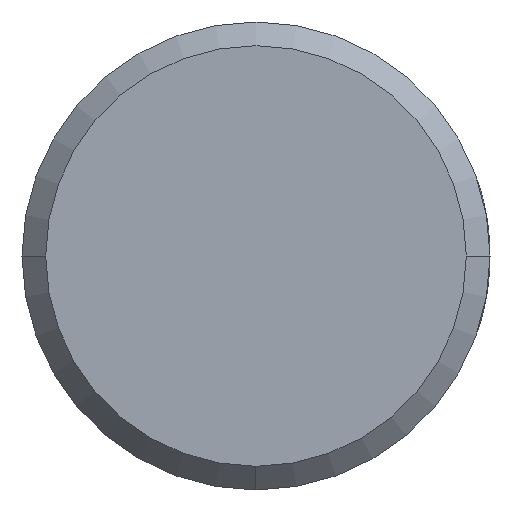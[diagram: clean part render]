
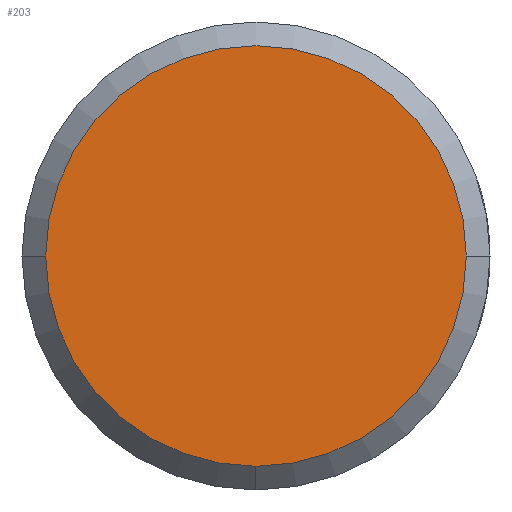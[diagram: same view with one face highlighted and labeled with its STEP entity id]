
A CAD part, front view. The second image highlights one B-rep face of the part: STEP entity #203.
In plain terms, the highlighted planar face has unit normal (0, -1, 0).
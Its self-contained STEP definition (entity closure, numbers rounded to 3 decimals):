
#52 = EDGE_LOOP ( 'NONE', ( #1029, #985, #4045 ) ) ;
#203 = ADVANCED_FACE ( 'NONE', ( #2607 ), #1605, .F. ) ;
#269 = CIRCLE ( 'NONE', #3326, 1.775 ) ;
#416 = EDGE_CURVE ( 'NONE', #3204, #968, #269, .T. ) ;
#596 = DIRECTION ( 'NONE',  ( 0., 1., 0. ) ) ;
#599 = CARTESIAN_POINT ( 'NONE',  ( 0., -1.4, 0. ) ) ;
#644 = CARTESIAN_POINT ( 'NONE',  ( 0., -1.4, 0. ) ) ;
#823 = CARTESIAN_POINT ( 'NONE',  ( 0., -1.4, -1.775 ) ) ;
#968 = VERTEX_POINT ( 'NONE', #1317 ) ;
#985 = ORIENTED_EDGE ( 'NONE', *, *, #995, .F. ) ;
#995 = EDGE_CURVE ( 'NONE', #1675, #3204, #1759, .T. ) ;
#1029 = ORIENTED_EDGE ( 'NONE', *, *, #416, .F. ) ;
#1158 = CARTESIAN_POINT ( 'NONE',  ( 0., -1.4, 0. ) ) ;
#1231 = DIRECTION ( 'NONE',  ( 0., 1., 0. ) ) ;
#1253 = CIRCLE ( 'NONE', #4249, 1.775 ) ;
#1276 = DIRECTION ( 'NONE',  ( 1., 0., 0. ) ) ;
#1317 = CARTESIAN_POINT ( 'NONE',  ( 1.775, -1.4, 0. ) ) ;
#1458 = EDGE_CURVE ( 'NONE', #968, #1675, #1253, .T. ) ;
#1605 = PLANE ( 'NONE',  #2332 ) ;
#1675 = VERTEX_POINT ( 'NONE', #823 ) ;
#1759 = CIRCLE ( 'NONE', #3830, 1.775 ) ;
#1808 = CARTESIAN_POINT ( 'NONE',  ( -1.775, -1.4, 0. ) ) ;
#2033 = CARTESIAN_POINT ( 'NONE',  ( 0., -1.4, 0. ) ) ;
#2080 = DIRECTION ( 'NONE',  ( 0., 1., 0. ) ) ;
#2332 = AXIS2_PLACEMENT_3D ( 'NONE', #599, #1231, #4355 ) ;
#2489 = DIRECTION ( 'NONE',  ( 1., 0., 0. ) ) ;
#2607 = FACE_OUTER_BOUND ( 'NONE', #52, .T. ) ;
#3204 = VERTEX_POINT ( 'NONE', #1808 ) ;
#3326 = AXIS2_PLACEMENT_3D ( 'NONE', #2033, #2080, #3756 ) ;
#3756 = DIRECTION ( 'NONE',  ( -1., 0., 0. ) ) ;
#3830 = AXIS2_PLACEMENT_3D ( 'NONE', #1158, #4153, #2489 ) ;
#4045 = ORIENTED_EDGE ( 'NONE', *, *, #1458, .F. ) ;
#4153 = DIRECTION ( 'NONE',  ( 0., 1., 0. ) ) ;
#4249 = AXIS2_PLACEMENT_3D ( 'NONE', #644, #596, #1276 ) ;
#4355 = DIRECTION ( 'NONE',  ( 1., 0., 0. ) ) ;
